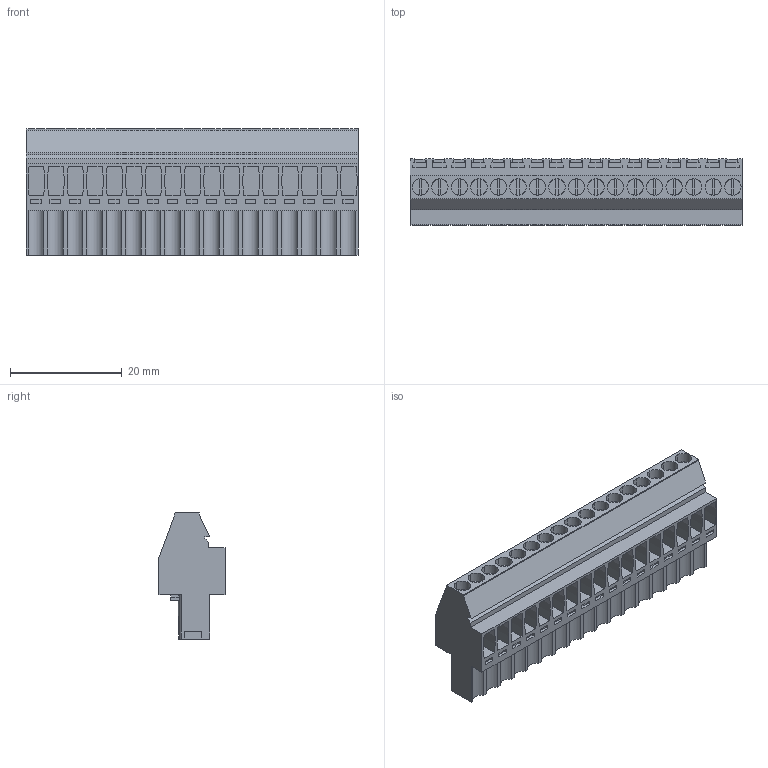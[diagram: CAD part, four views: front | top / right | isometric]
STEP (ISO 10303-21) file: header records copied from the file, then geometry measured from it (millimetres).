
FILE_DESCRIPTION(('CATIA V5 STEP Exchange','CAx-IF Rec.Pracs.--- Model Styling and Organization---1.2---2011-12-15'),'2;1');
FILE_NAME ('D1454125_0_1639850000_1639850000.stp','2017-04-20T06:15:27+00:00',('none'),('Weidmueller'),'CATIA Version 5-6 Release 2014','CATIA V5 STEP AP214','none');
FILE_SCHEMA(('AUTOMOTIVE_DESIGN { 1 0 10303 214 1 1 1 1 }'));
Length unit declared in the file: millimetre
Products named in the file (1): 1639850000
Bounding box: 59.5 x 11.83 x 22.6 mm (x, y, z)
Volume: 9040.2 mm3; surface area: 7073.2 mm2
Topology: 18 solids, 18 shells, 970 faces, 2678 edges, 1812 vertices
Faces by surface type: plane 834, cylinder 136
Entity records: 28319 total; most frequent: ORIENTED_EDGE 5356, CARTESIAN_POINT 5231, DIRECTION 3716, EDGE_CURVE 2678, VECTOR 2236, LINE 2236, VERTEX_POINT 1812, EDGE_LOOP 1038
